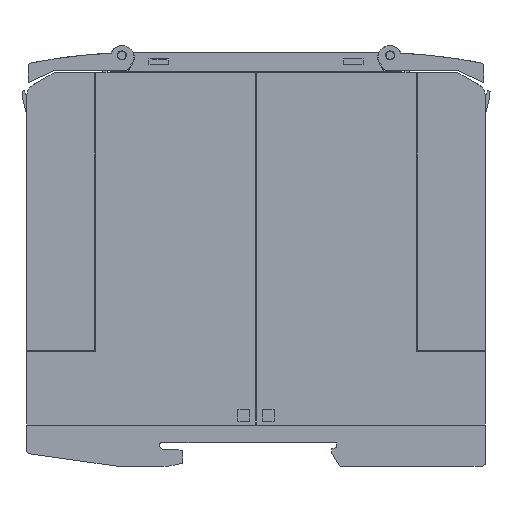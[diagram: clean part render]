
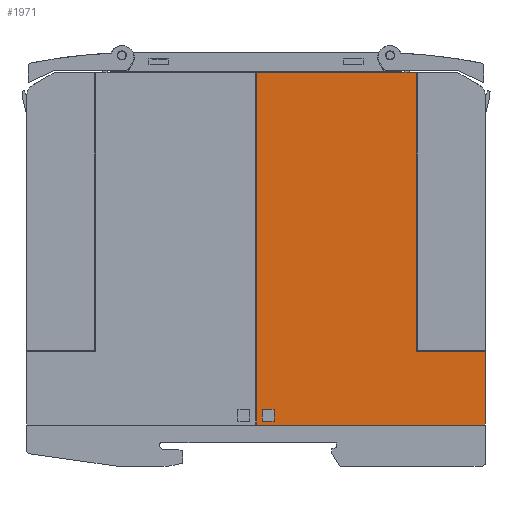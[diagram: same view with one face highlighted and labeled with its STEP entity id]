
A CAD part, left-side view. The second image highlights one B-rep face of the part: STEP entity #1971.
In plain terms, the highlighted planar face has unit normal (-1, 0, 0).
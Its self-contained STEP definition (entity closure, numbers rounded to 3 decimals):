
#1971=ADVANCED_FACE('NONE',(#5557,#5558),#5559,.T.);
#5557=FACE_OUTER_BOUND('',#11012,.T.);
#5558=FACE_BOUND('',#11013,.T.);
#5559=PLANE('',#11014);
#11012=EDGE_LOOP('',(#17386,#17387,#17388,#17389,#17390,#17391));
#11013=EDGE_LOOP('',(#17392,#17393,#17394,#17395));
#11014=AXIS2_PLACEMENT_3D('',#17396,#17397,#17398);
#17386=ORIENTED_EDGE('',*,*,#33523,.T.);
#17387=ORIENTED_EDGE('',*,*,#33524,.T.);
#17388=ORIENTED_EDGE('',*,*,#33525,.T.);
#17389=ORIENTED_EDGE('',*,*,#33526,.T.);
#17390=ORIENTED_EDGE('',*,*,#33527,.T.);
#17391=ORIENTED_EDGE('',*,*,#33528,.T.);
#17392=ORIENTED_EDGE('',*,*,#33529,.T.);
#17393=ORIENTED_EDGE('',*,*,#33530,.T.);
#17394=ORIENTED_EDGE('',*,*,#33531,.T.);
#17395=ORIENTED_EDGE('',*,*,#33532,.T.);
#17396=CARTESIAN_POINT('',(0.0,25.949,9.001));
#17397=DIRECTION('',(-1.0,0.0,0.0));
#17398=DIRECTION('',(0.0,1.0,0.0));
#33523=EDGE_CURVE('NONE',#40516,#40517,#40518,.T.);
#33524=EDGE_CURVE('NONE',#40517,#40519,#40520,.T.);
#33525=EDGE_CURVE('NONE',#40519,#40521,#40522,.T.);
#33526=EDGE_CURVE('NONE',#40521,#40523,#40524,.T.);
#33527=EDGE_CURVE('NONE',#40523,#40525,#40526,.T.);
#33528=EDGE_CURVE('NONE',#40525,#40516,#40527,.T.);
#33529=EDGE_CURVE('NONE',#40528,#40529,#40530,.T.);
#33530=EDGE_CURVE('NONE',#40529,#40531,#40532,.T.);
#33531=EDGE_CURVE('NONE',#40531,#40533,#40534,.T.);
#33532=EDGE_CURVE('NONE',#40533,#40528,#40535,.T.);
#40516=VERTEX_POINT('NONE',#51251);
#40517=VERTEX_POINT('NONE',#51252);
#40518=LINE('',#51253,#51254);
#40519=VERTEX_POINT('NONE',#51255);
#40520=LINE('',#51256,#51257);
#40521=VERTEX_POINT('NONE',#51258);
#40522=LINE('',#51259,#51260);
#40523=VERTEX_POINT('NONE',#51261);
#40524=LINE('',#51262,#51263);
#40525=VERTEX_POINT('NONE',#51264);
#40526=LINE('',#51265,#51266);
#40527=LINE('',#51267,#51268);
#40528=VERTEX_POINT('NONE',#51269);
#40529=VERTEX_POINT('NONE',#51270);
#40530=LINE('',#51271,#51272);
#40531=VERTEX_POINT('NONE',#51273);
#40532=LINE('',#51274,#51275);
#40533=VERTEX_POINT('NONE',#51276);
#40534=LINE('',#51277,#51278);
#40535=LINE('',#51279,#51280);
#51251=CARTESIAN_POINT('',(0.0,50.899,9.001));
#51252=CARTESIAN_POINT('',(0.0,0.999,9.001));
#51253=CARTESIAN_POINT('',(0.0,25.949,9.001));
#51254=VECTOR('',#65261,1000.0);
#51255=CARTESIAN_POINT('',(0.0,0.999,25.101));
#51256=CARTESIAN_POINT('',(0.0,0.999,9.001));
#51257=VECTOR('',#65262,1000.0);
#51258=CARTESIAN_POINT('',(0.0,16.099,25.101));
#51259=CARTESIAN_POINT('',(0.0,25.949,25.101));
#51260=VECTOR('',#65263,1000.0);
#51261=CARTESIAN_POINT('',(0.0,16.099,85.801));
#51262=CARTESIAN_POINT('',(0.0,16.099,9.001));
#51263=VECTOR('',#65264,1000.0);
#51264=CARTESIAN_POINT('',(0.0,50.899,85.801));
#51265=CARTESIAN_POINT('',(0.0,25.949,85.801));
#51266=VECTOR('',#65265,1000.0);
#51267=CARTESIAN_POINT('',(0.0,50.899,9.001));
#51268=VECTOR('',#65266,1000.0);
#51269=CARTESIAN_POINT('',(0.0,46.999,12.401));
#51270=CARTESIAN_POINT('',(0.0,46.999,9.801));
#51271=CARTESIAN_POINT('',(0.0,46.999,9.001));
#51272=VECTOR('',#65267,1000.0);
#51273=CARTESIAN_POINT('',(0.0,49.599,9.801));
#51274=CARTESIAN_POINT('',(0.0,25.949,9.801));
#51275=VECTOR('',#65268,1000.0);
#51276=CARTESIAN_POINT('',(0.0,49.599,12.401));
#51277=CARTESIAN_POINT('',(0.0,49.599,9.001));
#51278=VECTOR('',#65269,1000.0);
#51279=CARTESIAN_POINT('',(0.0,25.949,12.401));
#51280=VECTOR('',#65270,1000.0);
#65261=DIRECTION('',(0.0,-1.0,0.0));
#65262=DIRECTION('',(-0.0,0.0,1.0));
#65263=DIRECTION('',(0.0,1.0,0.0));
#65264=DIRECTION('',(-0.0,0.0,1.0));
#65265=DIRECTION('',(0.0,1.0,0.0));
#65266=DIRECTION('',(0.0,0.0,-1.0));
#65267=DIRECTION('',(0.0,0.0,-1.0));
#65268=DIRECTION('',(0.0,1.0,0.0));
#65269=DIRECTION('',(-0.0,0.0,1.0));
#65270=DIRECTION('',(0.0,-1.0,0.0));
